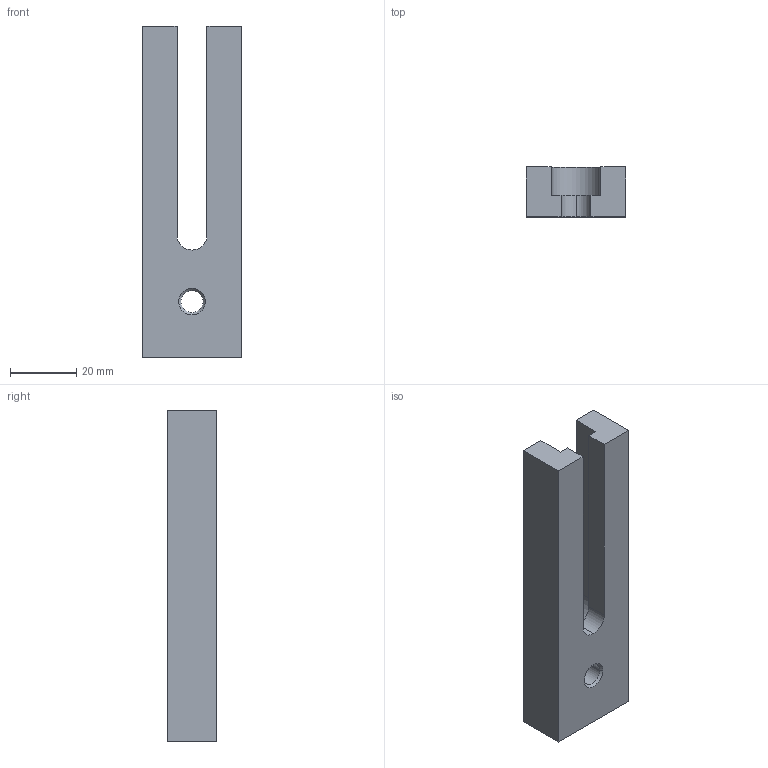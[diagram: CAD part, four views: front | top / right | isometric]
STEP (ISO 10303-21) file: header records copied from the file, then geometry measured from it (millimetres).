
FILE_DESCRIPTION(('STEP AP203'),'1');
FILE_NAME('bride_etagee_2321_730.stp','2014-04-28T17:15:42',('TraceParts'),('TraceParts S.A.'),'XStep 1.0',' ',' ');
FILE_SCHEMA(('CONFIG_CONTROL_DESIGN'));
Length unit declared in the file: millimetre
Products named in the file (1): 1
Bounding box: 30 x 15 x 100 mm (x, y, z)
Volume: 31793.5 mm3; surface area: 10927 mm2
Topology: 1 solids, 1 shells, 21 faces, 53 edges, 34 vertices
Faces by surface type: plane 12, cylinder 5, cone 4
Entity records: 677 total; most frequent: DIRECTION 111, CARTESIAN_POINT 109, ORIENTED_EDGE 106, EDGE_CURVE 53, LINE 39, VECTOR 39, AXIS2_PLACEMENT_3D 36, VERTEX_POINT 34
